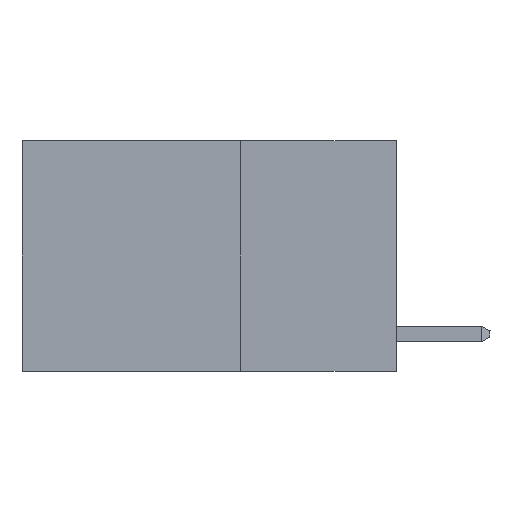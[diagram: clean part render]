
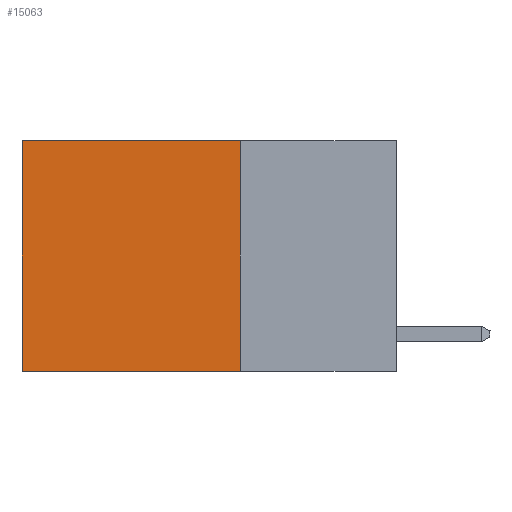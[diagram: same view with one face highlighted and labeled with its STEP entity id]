
A CAD part, left-side view. The second image highlights one B-rep face of the part: STEP entity #15063.
In plain terms, the highlighted planar face has unit normal (-1, 0, 0).
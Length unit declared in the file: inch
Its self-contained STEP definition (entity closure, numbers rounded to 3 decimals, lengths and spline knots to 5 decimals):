
#92 = ORIENTED_EDGE ( 'NONE', *, *, #11129, .F. ) ;
#233 = CARTESIAN_POINT ( 'NONE',  ( 0.2625, 0.25, -0.37 ) ) ;
#503 = VERTEX_POINT ( 'NONE', #7047 ) ;
#819 = DIRECTION ( 'NONE',  ( 0., 0., -1. ) ) ;
#1244 = VERTEX_POINT ( 'NONE', #7858 ) ;
#1685 = ORIENTED_EDGE ( 'NONE', *, *, #11685, .T. ) ;
#2104 = VECTOR ( 'NONE', #6289, 39.37008 ) ;
#3879 = EDGE_CURVE ( 'NONE', #503, #5072, #14834, .T. ) ;
#3911 = CARTESIAN_POINT ( 'NONE',  ( 0.2625, 0.25, 0. ) ) ;
#4237 = CARTESIAN_POINT ( 'NONE',  ( 0.2625, 0.25, 0. ) ) ;
#4825 = CARTESIAN_POINT ( 'NONE',  ( 0.2625, 0.25, -0.37 ) ) ;
#5072 = VERTEX_POINT ( 'NONE', #4825 ) ;
#5771 = VECTOR ( 'NONE', #13911, 39.37008 ) ;
#6289 = DIRECTION ( 'NONE',  ( 0., 1., 0. ) ) ;
#6312 = EDGE_LOOP ( 'NONE', ( #1685, #92, #9338, #8768 ) ) ;
#7047 = CARTESIAN_POINT ( 'NONE',  ( 0.2625, 0.25, 0. ) ) ;
#7170 = DIRECTION ( 'NONE',  ( 0., 0., -1. ) ) ;
#7858 = CARTESIAN_POINT ( 'NONE',  ( 0.2625, 0.6, 0. ) ) ;
#8412 = CARTESIAN_POINT ( 'NONE',  ( 0.2625, 0.25, 0. ) ) ;
#8768 = ORIENTED_EDGE ( 'NONE', *, *, #10539, .T. ) ;
#9338 = ORIENTED_EDGE ( 'NONE', *, *, #3879, .F. ) ;
#9879 = VECTOR ( 'NONE', #819, 39.37008 ) ;
#10539 = EDGE_CURVE ( 'NONE', #503, #1244, #11795, .T. ) ;
#10567 = DIRECTION ( 'NONE',  ( 0., 1., 0. ) ) ;
#10769 = CARTESIAN_POINT ( 'NONE',  ( 0.2625, 0.6, -0.37 ) ) ;
#10922 = LINE ( 'NONE', #233, #2104 ) ;
#11129 = EDGE_CURVE ( 'NONE', #5072, #14162, #10922, .T. ) ;
#11685 = EDGE_CURVE ( 'NONE', #1244, #14162, #14918, .T. ) ;
#11795 = LINE ( 'NONE', #8412, #14181 ) ;
#13021 = DIRECTION ( 'NONE',  ( 1., 0., 0. ) ) ;
#13309 = AXIS2_PLACEMENT_3D ( 'NONE', #3911, #13021, #7170 ) ;
#13333 = PLANE ( 'NONE',  #13309 ) ;
#13911 = DIRECTION ( 'NONE',  ( 0., 0., -1. ) ) ;
#14162 = VERTEX_POINT ( 'NONE', #10769 ) ;
#14181 = VECTOR ( 'NONE', #10567, 39.37008 ) ;
#14497 = FACE_OUTER_BOUND ( 'NONE', #6312, .T. ) ;
#14625 = CARTESIAN_POINT ( 'NONE',  ( 0.2625, 0.6, 0. ) ) ;
#14834 = LINE ( 'NONE', #4237, #9879 ) ;
#14918 = LINE ( 'NONE', #14625, #5771 ) ;
#15063 = ADVANCED_FACE ( 'NONE', ( #14497 ), #13333, .F. ) ;
